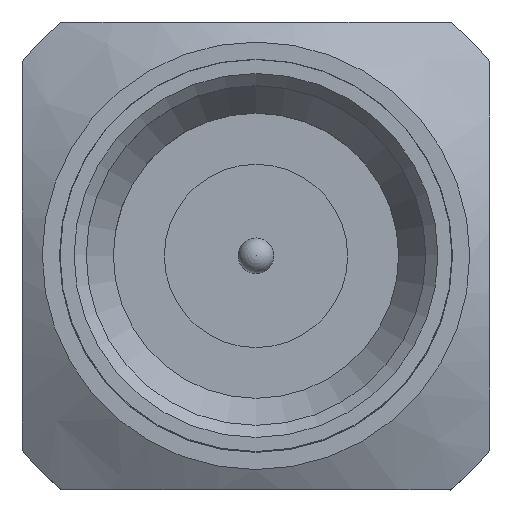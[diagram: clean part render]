
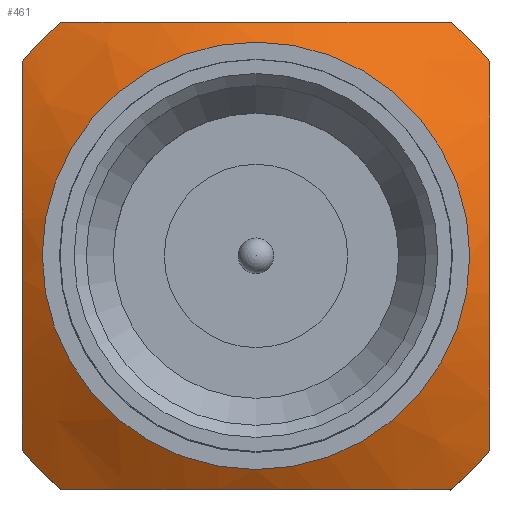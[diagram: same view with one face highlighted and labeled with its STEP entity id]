
A CAD part, top view. The second image highlights one B-rep face of the part: STEP entity #461.
In plain terms, the highlighted conical face has half-angle 60 degrees and reference radius 2.768 mm.
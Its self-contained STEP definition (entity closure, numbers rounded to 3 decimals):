
#39=(
BOUNDED_CURVE()
B_SPLINE_CURVE(2,(#781,#782,#783),.UNSPECIFIED.,.F.,.F.)
B_SPLINE_CURVE_WITH_KNOTS((3,3),(0.,4.243),.UNSPECIFIED.)
CURVE()
GEOMETRIC_REPRESENTATION_ITEM()
RATIONAL_B_SPLINE_CURVE((1.,1.3,1.))
REPRESENTATION_ITEM('')
);
#40=(
BOUNDED_CURVE()
B_SPLINE_CURVE(2,(#787,#788,#789),.UNSPECIFIED.,.F.,.F.)
B_SPLINE_CURVE_WITH_KNOTS((3,3),(0.,4.243),.UNSPECIFIED.)
CURVE()
GEOMETRIC_REPRESENTATION_ITEM()
RATIONAL_B_SPLINE_CURVE((1.,1.3,1.))
REPRESENTATION_ITEM('')
);
#41=(
BOUNDED_CURVE()
B_SPLINE_CURVE(2,(#793,#794,#795),.UNSPECIFIED.,.F.,.F.)
B_SPLINE_CURVE_WITH_KNOTS((3,3),(0.,4.243),.UNSPECIFIED.)
CURVE()
GEOMETRIC_REPRESENTATION_ITEM()
RATIONAL_B_SPLINE_CURVE((1.,1.3,1.))
REPRESENTATION_ITEM('')
);
#42=(
BOUNDED_CURVE()
B_SPLINE_CURVE(2,(#799,#800,#801),.UNSPECIFIED.,.F.,.F.)
B_SPLINE_CURVE_WITH_KNOTS((3,3),(0.,4.243),.UNSPECIFIED.)
CURVE()
GEOMETRIC_REPRESENTATION_ITEM()
RATIONAL_B_SPLINE_CURVE((1.,1.3,1.))
REPRESENTATION_ITEM('')
);
#110=FACE_BOUND('',#197,.T.);
#139=FACE_OUTER_BOUND('',#196,.T.);
#196=EDGE_LOOP('',(#379,#380,#381,#382,#383,#384,#385,#386));
#197=EDGE_LOOP('',(#387));
#234=CIRCLE('',#530,3.25);
#235=CIRCLE('',#531,3.25);
#236=CIRCLE('',#532,3.25);
#237=CIRCLE('',#533,3.25);
#238=CIRCLE('',#534,2.285);
#267=VERTEX_POINT('',#779);
#268=VERTEX_POINT('',#780);
#269=VERTEX_POINT('',#784);
#270=VERTEX_POINT('',#786);
#271=VERTEX_POINT('',#790);
#272=VERTEX_POINT('',#792);
#273=VERTEX_POINT('',#796);
#274=VERTEX_POINT('',#798);
#275=VERTEX_POINT('',#803);
#308=EDGE_CURVE('',#267,#268,#39,.T.);
#309=EDGE_CURVE('',#269,#267,#234,.T.);
#310=EDGE_CURVE('',#270,#269,#40,.T.);
#311=EDGE_CURVE('',#271,#270,#235,.T.);
#312=EDGE_CURVE('',#272,#271,#41,.T.);
#313=EDGE_CURVE('',#273,#272,#236,.T.);
#314=EDGE_CURVE('',#274,#273,#42,.T.);
#315=EDGE_CURVE('',#268,#274,#237,.T.);
#316=EDGE_CURVE('',#275,#275,#238,.T.);
#379=ORIENTED_EDGE('',*,*,#308,.F.);
#380=ORIENTED_EDGE('',*,*,#309,.F.);
#381=ORIENTED_EDGE('',*,*,#310,.F.);
#382=ORIENTED_EDGE('',*,*,#311,.F.);
#383=ORIENTED_EDGE('',*,*,#312,.F.);
#384=ORIENTED_EDGE('',*,*,#313,.F.);
#385=ORIENTED_EDGE('',*,*,#314,.F.);
#386=ORIENTED_EDGE('',*,*,#315,.F.);
#387=ORIENTED_EDGE('',*,*,#316,.F.);
#434=CONICAL_SURFACE('',#529,2.768,1.047);
#461=ADVANCED_FACE('',(#139,#110),#434,.T.);
#529=AXIS2_PLACEMENT_3D('',#778,#651,#652);
#530=AXIS2_PLACEMENT_3D('',#785,#653,#654);
#531=AXIS2_PLACEMENT_3D('',#791,#655,#656);
#532=AXIS2_PLACEMENT_3D('',#797,#657,#658);
#533=AXIS2_PLACEMENT_3D('',#802,#659,#660);
#534=AXIS2_PLACEMENT_3D('',#804,#661,#662);
#651=DIRECTION('center_axis',(0.,0.,-1.));
#652=DIRECTION('ref_axis',(-1.,0.,0.));
#653=DIRECTION('center_axis',(0.,0.,-1.));
#654=DIRECTION('ref_axis',(-0.639,-0.769,0.));
#655=DIRECTION('center_axis',(0.,0.,-1.));
#656=DIRECTION('ref_axis',(0.769,-0.639,0.));
#657=DIRECTION('center_axis',(0.,0.,-1.));
#658=DIRECTION('ref_axis',(0.639,0.769,0.));
#659=DIRECTION('center_axis',(0.,0.,-1.));
#660=DIRECTION('ref_axis',(-0.769,0.639,0.));
#661=DIRECTION('center_axis',(0.,0.,1.));
#662=DIRECTION('ref_axis',(-1.,0.,0.));
#778=CARTESIAN_POINT('Origin',(0.,0.,1.521));
#779=CARTESIAN_POINT('',(-2.5,-2.077,1.243));
#780=CARTESIAN_POINT('',(-2.5,2.077,1.243));
#781=CARTESIAN_POINT('Ctrl Pts',(-2.5,-2.077,1.243));
#782=CARTESIAN_POINT('Ctrl Pts',(-2.5,0.,2.009));
#783=CARTESIAN_POINT('Ctrl Pts',(-2.5,2.077,1.243));
#784=CARTESIAN_POINT('',(-2.077,-2.5,1.243));
#785=CARTESIAN_POINT('Origin',(0.,0.,
1.243));
#786=CARTESIAN_POINT('',(2.077,-2.5,1.243));
#787=CARTESIAN_POINT('Ctrl Pts',(2.077,-2.5,1.243));
#788=CARTESIAN_POINT('Ctrl Pts',(0.,-2.5,
2.009));
#789=CARTESIAN_POINT('Ctrl Pts',(-2.077,-2.5,1.243));
#790=CARTESIAN_POINT('',(2.5,-2.077,1.243));
#791=CARTESIAN_POINT('Origin',(0.,0.,
1.243));
#792=CARTESIAN_POINT('',(2.5,2.077,1.243));
#793=CARTESIAN_POINT('Ctrl Pts',(2.5,2.077,1.243));
#794=CARTESIAN_POINT('Ctrl Pts',(2.5,0.,
2.009));
#795=CARTESIAN_POINT('Ctrl Pts',(2.5,-2.077,1.243));
#796=CARTESIAN_POINT('',(2.077,2.5,1.243));
#797=CARTESIAN_POINT('Origin',(0.,0.,
1.243));
#798=CARTESIAN_POINT('',(-2.077,2.5,1.243));
#799=CARTESIAN_POINT('Ctrl Pts',(-2.077,2.5,1.243));
#800=CARTESIAN_POINT('Ctrl Pts',(0.,2.5,2.009));
#801=CARTESIAN_POINT('Ctrl Pts',(2.077,2.5,1.243));
#802=CARTESIAN_POINT('Origin',(0.,0.,
1.243));
#803=CARTESIAN_POINT('',(2.285,0.,1.8));
#804=CARTESIAN_POINT('Origin',(0.,0.,1.8));
